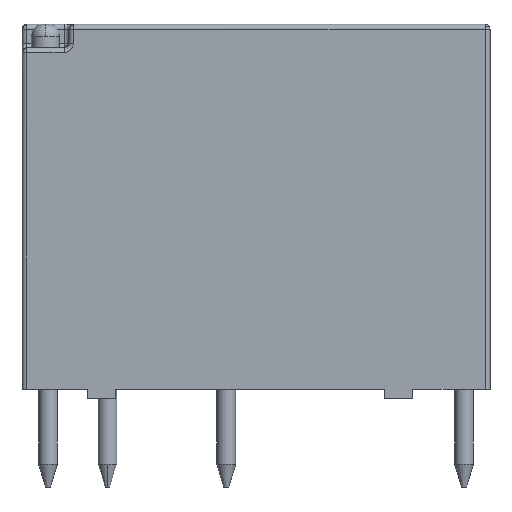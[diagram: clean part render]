
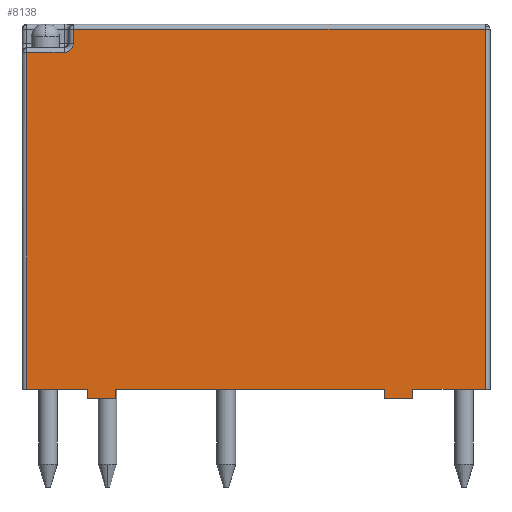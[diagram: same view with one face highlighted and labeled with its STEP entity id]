
A CAD part, front view. The second image highlights one B-rep face of the part: STEP entity #8138.
In plain terms, the highlighted planar face has unit normal (0, -1, 0).
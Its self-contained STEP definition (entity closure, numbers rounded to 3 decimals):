
#15 = CARTESIAN_POINT ( 'NONE',  ( -7.818, -5., 14.678 ) ) ;
#62 = CARTESIAN_POINT ( 'NONE',  ( -7.838, -5., 14.628 ) ) ;
#75 = DIRECTION ( 'NONE',  ( 1., 0., 0. ) ) ;
#119 = B_SPLINE_CURVE_WITH_KNOTS ( 'NONE', 3,
 ( #2922, #3740, #8766, #6680, #15, #62, #5957, #9545, #8918, #595, #2821, #5001, #696, #3540, #8816, #743, #5763 ),
 .UNSPECIFIED., .F., .F.,
 ( 4, 2, 2, 2, 2, 1, 2, 2, 4 ),
 ( 0., 0.125, 0.25, 0.375, 0.5, 0.625, 0.688, 0.75, 1. ),
 .UNSPECIFIED. ) ;
#148 = CARTESIAN_POINT ( 'NONE',  ( 9.8, -5., 0. ) ) ;
#374 = LINE ( 'NONE', #4836, #2882 ) ;
#465 = LINE ( 'NONE', #9218, #7668 ) ;
#476 = LINE ( 'NONE', #9277, #6848 ) ;
#536 = EDGE_CURVE ( 'NONE', #7306, #2110, #465, .T. ) ;
#595 = CARTESIAN_POINT ( 'NONE',  ( -7.936, -5., 14.498 ) ) ;
#637 = VERTEX_POINT ( 'NONE', #6553 ) ;
#696 = CARTESIAN_POINT ( 'NONE',  ( -8.027, -5., 14.439 ) ) ;
#743 = CARTESIAN_POINT ( 'NONE',  ( -8.149, -5., 14.4 ) ) ;
#787 = DIRECTION ( 'NONE',  ( 0., 0., 1. ) ) ;
#806 = EDGE_CURVE ( 'NONE', #4705, #1890, #5929, .T. ) ;
#894 = ORIENTED_EDGE ( 'NONE', *, *, #3550, .T. ) ;
#957 = VECTOR ( 'NONE', #1959, 1000. ) ;
#1330 = LINE ( 'NONE', #8573, #957 ) ;
#1348 = CARTESIAN_POINT ( 'NONE',  ( 9.8, -5., 15.4 ) ) ;
#1354 = ORIENTED_EDGE ( 'NONE', *, *, #7601, .T. ) ;
#1555 = LINE ( 'NONE', #5789, #7240 ) ;
#1597 = ORIENTED_EDGE ( 'NONE', *, *, #5954, .T. ) ;
#1608 = EDGE_CURVE ( 'NONE', #9452, #4705, #4301, .T. ) ;
#1655 = CARTESIAN_POINT ( 'NONE',  ( 6.7, -5., 0. ) ) ;
#1760 = EDGE_CURVE ( 'NONE', #4374, #8601, #1330, .T. ) ;
#1765 = CARTESIAN_POINT ( 'NONE',  ( -6., -5., -0.4 ) ) ;
#1775 = VERTEX_POINT ( 'NONE', #4277 ) ;
#1886 = DIRECTION ( 'NONE',  ( 1., 0., 0. ) ) ;
#1890 = VERTEX_POINT ( 'NONE', #4477 ) ;
#1959 = DIRECTION ( 'NONE',  ( -1., 0., 0. ) ) ;
#2064 = ORIENTED_EDGE ( 'NONE', *, *, #1608, .T. ) ;
#2110 = VERTEX_POINT ( 'NONE', #1765 ) ;
#2145 = LINE ( 'NONE', #8656, #8626 ) ;
#2152 = CARTESIAN_POINT ( 'NONE',  ( -7.2, -5., -0.4 ) ) ;
#2274 = DIRECTION ( 'NONE',  ( 0., 0., -1. ) ) ;
#2301 = CARTESIAN_POINT ( 'NONE',  ( -7.2, -5., 0. ) ) ;
#2467 = CARTESIAN_POINT ( 'NONE',  ( 5.5, -5., -0.4 ) ) ;
#2468 = DIRECTION ( 'NONE',  ( 0., 0., -1. ) ) ;
#2551 = CARTESIAN_POINT ( 'NONE',  ( 9.8, -5., 0. ) ) ;
#2602 = CARTESIAN_POINT ( 'NONE',  ( -7.8, -5., 0. ) ) ;
#2648 = LINE ( 'NONE', #4775, #3647 ) ;
#2685 = DIRECTION ( 'NONE',  ( 1., 0., 0. ) ) ;
#2733 = DIRECTION ( 'NONE',  ( 0., -1., 0. ) ) ;
#2761 = DIRECTION ( 'NONE',  ( 1., 0., 0. ) ) ;
#2821 = CARTESIAN_POINT ( 'NONE',  ( -7.967, -5., 14.472 ) ) ;
#2823 = ORIENTED_EDGE ( 'NONE', *, *, #8690, .T. ) ;
#2851 = CARTESIAN_POINT ( 'NONE',  ( -7.8, -5., 14.8 ) ) ;
#2882 = VECTOR ( 'NONE', #5424, 1000. ) ;
#2922 = CARTESIAN_POINT ( 'NONE',  ( -7.8, -5., 14.8 ) ) ;
#3274 = VECTOR ( 'NONE', #6506, 1000. ) ;
#3320 = LINE ( 'NONE', #2602, #6728 ) ;
#3441 = ORIENTED_EDGE ( 'NONE', *, *, #6518, .T. ) ;
#3482 = VECTOR ( 'NONE', #787, 1000. ) ;
#3540 = CARTESIAN_POINT ( 'NONE',  ( -8.041, -5., 14.433 ) ) ;
#3550 = EDGE_CURVE ( 'NONE', #7785, #9142, #3754, .T. ) ;
#3647 = VECTOR ( 'NONE', #2468, 1000. ) ;
#3740 = CARTESIAN_POINT ( 'NONE',  ( -7.8, -5., 14.775 ) ) ;
#3754 = LINE ( 'NONE', #6695, #7792 ) ;
#3906 = PLANE ( 'NONE',  #9254 ) ;
#3975 = ORIENTED_EDGE ( 'NONE', *, *, #806, .T. ) ;
#4027 = ORIENTED_EDGE ( 'NONE', *, *, #5547, .T. ) ;
#4075 = VERTEX_POINT ( 'NONE', #2851 ) ;
#4207 = VERTEX_POINT ( 'NONE', #2467 ) ;
#4271 = ORIENTED_EDGE ( 'NONE', *, *, #7366, .T. ) ;
#4277 = CARTESIAN_POINT ( 'NONE',  ( -7.2, -5., 0. ) ) ;
#4301 = LINE ( 'NONE', #5076, #3274 ) ;
#4337 = CARTESIAN_POINT ( 'NONE',  ( -8.2, -5., 14.4 ) ) ;
#4374 = VERTEX_POINT ( 'NONE', #1348 ) ;
#4477 = CARTESIAN_POINT ( 'NONE',  ( -9.8, -5., 0. ) ) ;
#4705 = VERTEX_POINT ( 'NONE', #6294 ) ;
#4775 = CARTESIAN_POINT ( 'NONE',  ( 5.5, -5., 0. ) ) ;
#4836 = CARTESIAN_POINT ( 'NONE',  ( 0., -5., 0. ) ) ;
#5001 = CARTESIAN_POINT ( 'NONE',  ( -8.003, -5., 14.452 ) ) ;
#5076 = CARTESIAN_POINT ( 'NONE',  ( -10., -5., 14.4 ) ) ;
#5424 = DIRECTION ( 'NONE',  ( 1., 0., 0. ) ) ;
#5547 = EDGE_CURVE ( 'NONE', #637, #7785, #7406, .T. ) ;
#5691 = EDGE_CURVE ( 'NONE', #1890, #1775, #374, .T. ) ;
#5709 = VERTEX_POINT ( 'NONE', #9526 ) ;
#5763 = CARTESIAN_POINT ( 'NONE',  ( -8.2, -5., 14.4 ) ) ;
#5789 = CARTESIAN_POINT ( 'NONE',  ( 0., -5., 0. ) ) ;
#5929 = LINE ( 'NONE', #8886, #8441 ) ;
#5954 = EDGE_CURVE ( 'NONE', #9203, #4207, #2648, .T. ) ;
#5957 = CARTESIAN_POINT ( 'NONE',  ( -7.85, -5., 14.604 ) ) ;
#6027 = EDGE_CURVE ( 'NONE', #8601, #4075, #3320, .T. ) ;
#6133 = DIRECTION ( 'NONE',  ( 0., 0., -1. ) ) ;
#6137 = CARTESIAN_POINT ( 'NONE',  ( 5.5, -5., 0. ) ) ;
#6160 = ORIENTED_EDGE ( 'NONE', *, *, #6928, .T. ) ;
#6217 = FACE_OUTER_BOUND ( 'NONE', #8112, .T. ) ;
#6294 = CARTESIAN_POINT ( 'NONE',  ( -9.8, -5., 14.4 ) ) ;
#6402 = ORIENTED_EDGE ( 'NONE', *, *, #5691, .T. ) ;
#6466 = DIRECTION ( 'NONE',  ( 0., 0., 1. ) ) ;
#6506 = DIRECTION ( 'NONE',  ( -1., 0., 0. ) ) ;
#6518 = EDGE_CURVE ( 'NONE', #5709, #9203, #1555, .T. ) ;
#6553 = CARTESIAN_POINT ( 'NONE',  ( 6.7, -5., -0.4 ) ) ;
#6680 = CARTESIAN_POINT ( 'NONE',  ( -7.812, -5., 14.701 ) ) ;
#6695 = CARTESIAN_POINT ( 'NONE',  ( 0., -5., 0. ) ) ;
#6728 = VECTOR ( 'NONE', #6133, 1000. ) ;
#6848 = VECTOR ( 'NONE', #6466, 1000. ) ;
#6928 = EDGE_CURVE ( 'NONE', #9142, #4374, #8634, .T. ) ;
#7240 = VECTOR ( 'NONE', #8848, 1000. ) ;
#7306 = VERTEX_POINT ( 'NONE', #2152 ) ;
#7366 = EDGE_CURVE ( 'NONE', #1775, #7306, #8914, .T. ) ;
#7406 = LINE ( 'NONE', #7458, #3482 ) ;
#7458 = CARTESIAN_POINT ( 'NONE',  ( 6.7, -5., 0. ) ) ;
#7503 = DIRECTION ( 'NONE',  ( 0., 0., -1. ) ) ;
#7601 = EDGE_CURVE ( 'NONE', #2110, #5709, #476, .T. ) ;
#7668 = VECTOR ( 'NONE', #1886, 1000. ) ;
#7785 = VERTEX_POINT ( 'NONE', #1655 ) ;
#7792 = VECTOR ( 'NONE', #75, 1000. ) ;
#7828 = ORIENTED_EDGE ( 'NONE', *, *, #9074, .T. ) ;
#7948 = CARTESIAN_POINT ( 'NONE',  ( -10., -5., 0. ) ) ;
#8112 = EDGE_LOOP ( 'NONE', ( #2823, #2064, #3975, #6402, #4271, #9012, #1354, #3441, #1597, #7828, #4027, #894, #6160, #9156, #8192 ) ) ;
#8138 = ADVANCED_FACE ( 'NONE', ( #6217 ), #3906, .T. ) ;
#8192 = ORIENTED_EDGE ( 'NONE', *, *, #6027, .T. ) ;
#8441 = VECTOR ( 'NONE', #2274, 1000. ) ;
#8446 = DIRECTION ( 'NONE',  ( 0., 0., 1. ) ) ;
#8484 = VECTOR ( 'NONE', #8446, 1000. ) ;
#8573 = CARTESIAN_POINT ( 'NONE',  ( -10., -5., 15.4 ) ) ;
#8601 = VERTEX_POINT ( 'NONE', #8668 ) ;
#8626 = VECTOR ( 'NONE', #2761, 1000. ) ;
#8634 = LINE ( 'NONE', #2551, #8484 ) ;
#8656 = CARTESIAN_POINT ( 'NONE',  ( -10., -5., -0.4 ) ) ;
#8668 = CARTESIAN_POINT ( 'NONE',  ( -7.8, -5., 15.4 ) ) ;
#8690 = EDGE_CURVE ( 'NONE', #4075, #9452, #119, .T. ) ;
#8766 = CARTESIAN_POINT ( 'NONE',  ( -7.802, -5., 14.75 ) ) ;
#8816 = CARTESIAN_POINT ( 'NONE',  ( -8.099, -5., 14.409 ) ) ;
#8848 = DIRECTION ( 'NONE',  ( 1., 0., 0. ) ) ;
#8867 = VECTOR ( 'NONE', #7503, 1000. ) ;
#8886 = CARTESIAN_POINT ( 'NONE',  ( -9.8, -5., 0. ) ) ;
#8914 = LINE ( 'NONE', #2301, #8867 ) ;
#8918 = CARTESIAN_POINT ( 'NONE',  ( -7.898, -5., 14.536 ) ) ;
#9012 = ORIENTED_EDGE ( 'NONE', *, *, #536, .T. ) ;
#9074 = EDGE_CURVE ( 'NONE', #4207, #637, #2145, .T. ) ;
#9142 = VERTEX_POINT ( 'NONE', #148 ) ;
#9156 = ORIENTED_EDGE ( 'NONE', *, *, #1760, .T. ) ;
#9203 = VERTEX_POINT ( 'NONE', #6137 ) ;
#9218 = CARTESIAN_POINT ( 'NONE',  ( -10., -5., -0.4 ) ) ;
#9254 = AXIS2_PLACEMENT_3D ( 'NONE', #7948, #2733, #2685 ) ;
#9277 = CARTESIAN_POINT ( 'NONE',  ( -6., -5., 0. ) ) ;
#9452 = VERTEX_POINT ( 'NONE', #4337 ) ;
#9526 = CARTESIAN_POINT ( 'NONE',  ( -6., -5., 0. ) ) ;
#9545 = CARTESIAN_POINT ( 'NONE',  ( -7.88, -5., 14.559 ) ) ;
